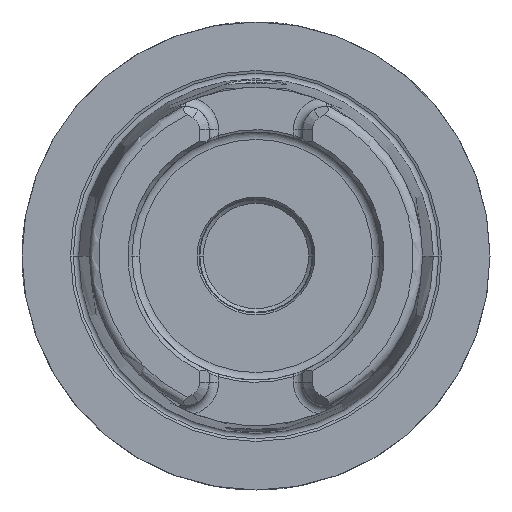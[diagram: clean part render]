
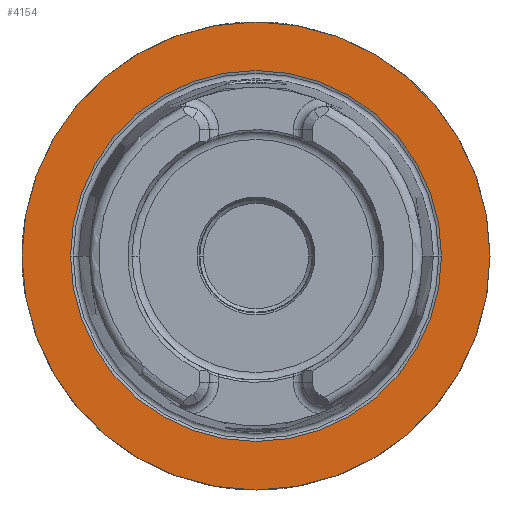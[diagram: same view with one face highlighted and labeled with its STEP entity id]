
A CAD part, left-side view. The second image highlights one B-rep face of the part: STEP entity #4154.
In plain terms, the highlighted planar face has unit normal (-1, 0, 0).
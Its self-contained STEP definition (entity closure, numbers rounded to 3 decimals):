
#905=CARTESIAN_POINT('',(0.,0.,0.));
#906=DIRECTION('',(1.,0.,0.));
#907=DIRECTION('',(0.,1.,0.));
#908=AXIS2_PLACEMENT_3D('',#905,#906,#907);
#910=CARTESIAN_POINT('',(0.,0.,0.));
#911=DIRECTION('',(-1.,0.,0.));
#912=DIRECTION('',(0.,1.,0.));
#913=AXIS2_PLACEMENT_3D('',#910,#911,#912);
#915=CARTESIAN_POINT('',(0.,0.,0.));
#916=DIRECTION('',(-1.,0.,0.));
#917=DIRECTION('',(0.,-1.,0.));
#918=AXIS2_PLACEMENT_3D('',#915,#916,#917);
#920=CARTESIAN_POINT('',(0.,0.,0.));
#921=DIRECTION('',(-1.,0.,0.));
#922=DIRECTION('',(0.,1.,0.));
#923=AXIS2_PLACEMENT_3D('',#920,#921,#922);
#2713=CARTESIAN_POINT('',(0.,50.,0.));
#2714=CARTESIAN_POINT('',(0.,-50.,0.));
#2715=VERTEX_POINT('',#2713);
#2716=VERTEX_POINT('',#2714);
#2741=CARTESIAN_POINT('',(0.,-39.632,0.));
#2742=VERTEX_POINT('',#2741);
#2743=CARTESIAN_POINT('',(0.,39.632,0.));
#2744=VERTEX_POINT('',#2743);
#4139=CARTESIAN_POINT('',(0.,0.,0.));
#4140=DIRECTION('',(1.,0.,0.));
#4141=DIRECTION('',(0.,-1.,0.));
#4142=AXIS2_PLACEMENT_3D('',#4139,#4140,#4141);
#4143=PLANE('',#4142);
#4145=ORIENTED_EDGE('',*,*,#4144,.T.);
#4147=ORIENTED_EDGE('',*,*,#4146,.F.);
#4148=EDGE_LOOP('',(#4145,#4147));
#4149=FACE_OUTER_BOUND('',#4148,.F.);
#4150=ORIENTED_EDGE('',*,*,#4134,.T.);
#4151=ORIENTED_EDGE('',*,*,#4118,.T.);
#4152=EDGE_LOOP('',(#4150,#4151));
#4153=FACE_BOUND('',#4152,.F.);
#4154=ADVANCED_FACE('',(#4149,#4153),#4143,.F.);
#909=CIRCLE('',#908,50.);
#914=CIRCLE('',#913,50.);
#919=CIRCLE('',#918,39.632);
#924=CIRCLE('',#923,39.632);
#4118=EDGE_CURVE('',#2744,#2742,#924,.T.);
#4134=EDGE_CURVE('',#2742,#2744,#919,.T.);
#4144=EDGE_CURVE('',#2715,#2716,#909,.T.);
#4146=EDGE_CURVE('',#2715,#2716,#914,.T.);
